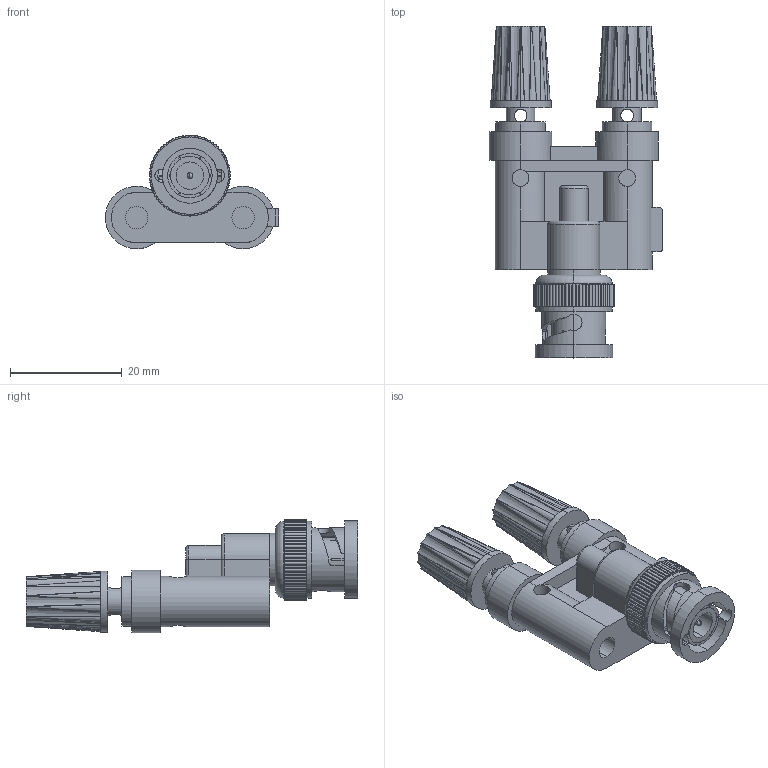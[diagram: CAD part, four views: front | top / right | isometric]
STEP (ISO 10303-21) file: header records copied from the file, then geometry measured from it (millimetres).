
FILE_DESCRIPTION (( 'STEP AP203' ), '1' );
FILE_NAME ('BC2720.STEP', '2006-06-30T19:38:54', ( ' ' ), ( ' ' ), 'SwSTEP 2.0', 'SolidWorks 2005354', '' );
FILE_SCHEMA (( 'CONFIG_CONTROL_DESIGN' ));
Length unit declared in the file: inch
Products named in the file (3): BC2720; BC2720-MA1; 3AB03-002_with flange
Assembly tree (2 placements, depth 2):
  BC2720
    BC2720-MA1
    3AB03-002_with flange
Bounding box: 30.99 x 59.36 x 20.32 mm (x, y, z)
Volume: 8376.6 mm3; surface area: 6975 mm2
Topology: 2 solids, 2 shells, 563 faces, 1614 edges, 1061 vertices
Faces by surface type: plane 279, cylinder 206, cone 64, bspline 8, torus 4, sphere 2
Entity records: 20239 total; most frequent: CARTESIAN_POINT 5019, ORIENTED_EDGE 3216, DIRECTION 3104, EDGE_CURVE 1608, AXIS2_PLACEMENT_3D 1060, VERTEX_POINT 1059, VECTOR 984, LINE 984
